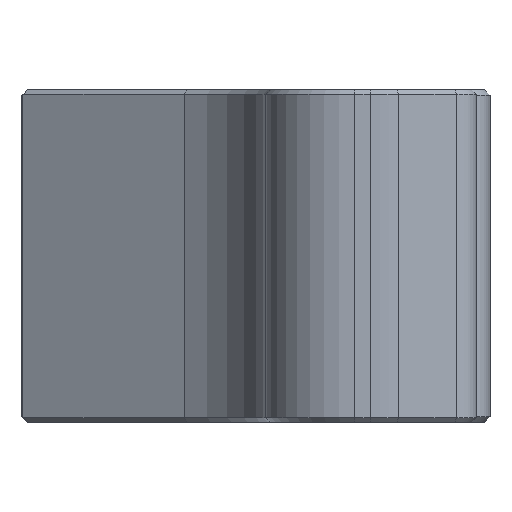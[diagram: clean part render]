
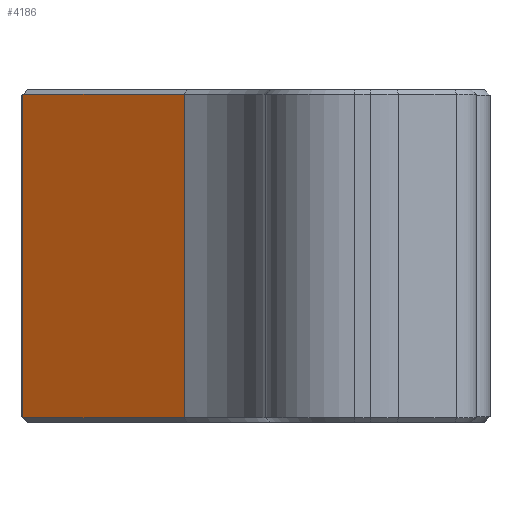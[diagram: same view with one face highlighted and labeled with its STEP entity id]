
A CAD part, left-side view. The second image highlights one B-rep face of the part: STEP entity #4186.
In plain terms, the highlighted planar face has unit normal (-0.866, 0.5, 0).
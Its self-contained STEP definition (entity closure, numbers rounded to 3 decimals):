
#342=PLANE('',#4452);
#491=FACE_OUTER_BOUND('',#759,.T.);
#759=EDGE_LOOP('',(#3289,#3290,#3291,#3292,#3293,#3294));
#1063=LINE('',#7220,#1400);
#1077=LINE('',#7253,#1414);
#1078=LINE('',#7259,#1415);
#1080=LINE('',#7263,#1417);
#1081=LINE('',#7264,#1418);
#1082=LINE('',#7265,#1419);
#1400=VECTOR('',#5024,10.);
#1414=VECTOR('',#5056,10.);
#1415=VECTOR('',#5065,10.);
#1417=VECTOR('',#5069,10.);
#1418=VECTOR('',#5070,20.);
#1419=VECTOR('',#5071,10.);
#1916=VERTEX_POINT('',#7217);
#1917=VERTEX_POINT('',#7219);
#1922=VERTEX_POINT('',#7247);
#1924=VERTEX_POINT('',#7251);
#1925=VERTEX_POINT('',#7258);
#1926=VERTEX_POINT('',#7262);
#2385=EDGE_CURVE('',#1916,#1917,#1063,.T.);
#2401=EDGE_CURVE('',#1924,#1922,#1077,.T.);
#2403=EDGE_CURVE('',#1922,#1925,#1078,.T.);
#2405=EDGE_CURVE('',#1926,#1916,#1080,.T.);
#2406=EDGE_CURVE('',#1925,#1926,#1081,.T.);
#2407=EDGE_CURVE('',#1924,#1917,#1082,.T.);
#3289=ORIENTED_EDGE('',*,*,#2385,.F.);
#3290=ORIENTED_EDGE('',*,*,#2405,.F.);
#3291=ORIENTED_EDGE('',*,*,#2406,.F.);
#3292=ORIENTED_EDGE('',*,*,#2403,.F.);
#3293=ORIENTED_EDGE('',*,*,#2401,.F.);
#3294=ORIENTED_EDGE('',*,*,#2407,.T.);
#4186=ADVANCED_FACE('',(#491),#342,.T.);
#4452=AXIS2_PLACEMENT_3D('',#7261,#5067,#5068);
#5024=DIRECTION('',(0.378,0.655,0.655));
#5056=DIRECTION('',(-0.378,-0.655,0.655));
#5065=DIRECTION('',(-0.5,-0.866,0.));
#5067=DIRECTION('center_axis',(-0.866,0.5,0.));
#5068=DIRECTION('ref_axis',(0.,0.,1.));
#5069=DIRECTION('',(0.5,0.866,0.));
#5070=DIRECTION('',(0.,0.,-1.));
#5071=DIRECTION('',(0.,0.,-1.));
#7217=CARTESIAN_POINT('',(60.942,49.9,0.6));
#7219=CARTESIAN_POINT('',(61.,50.,0.7));
#7220=CARTESIAN_POINT('',(55.892,41.153,-8.147));
#7247=CARTESIAN_POINT('',(60.942,49.9,40.4));
#7251=CARTESIAN_POINT('',(61.,50.,40.3));
#7253=CARTESIAN_POINT('',(64.999,56.926,33.374));
#7258=CARTESIAN_POINT('',(49.453,30.,40.4));
#7259=CARTESIAN_POINT('',(52.777,35.757,40.4));
#7261=CARTESIAN_POINT('Origin',(52.5,35.278,-18.25));
#7262=CARTESIAN_POINT('',(49.453,30.,0.6));
#7263=CARTESIAN_POINT('',(52.777,35.757,0.6));
#7264=CARTESIAN_POINT('',(49.453,30.,-18.25));
#7265=CARTESIAN_POINT('',(61.,50.,-18.25));
